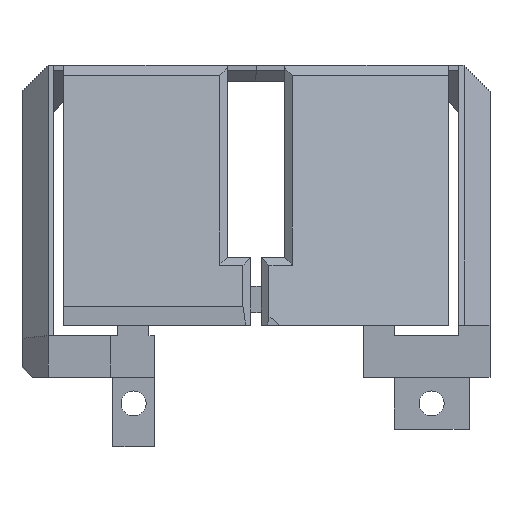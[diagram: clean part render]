
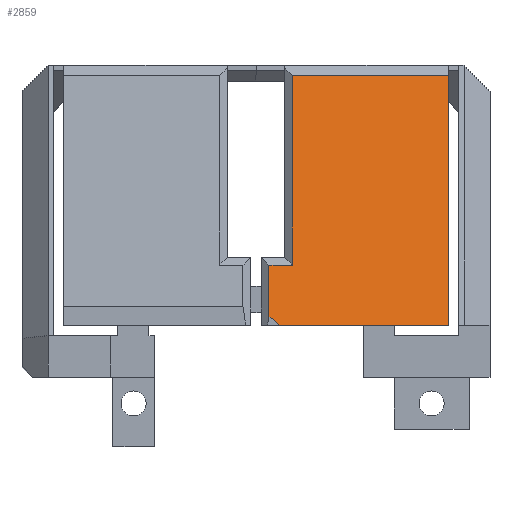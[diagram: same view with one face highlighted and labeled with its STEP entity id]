
A CAD part, top view. The second image highlights one B-rep face of the part: STEP entity #2859.
In plain terms, the highlighted planar face has unit normal (0.117, 0.143, 0.983).
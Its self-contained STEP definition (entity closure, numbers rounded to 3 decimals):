
#93=FACE_OUTER_BOUND('',#241,.T.);
#241=EDGE_LOOP('',(#2239,#2240,#2241,#2242,#2243,#2244,#2245));
#540=LINE('',#4246,#950);
#567=LINE('',#4298,#977);
#571=LINE('',#4306,#981);
#576=LINE('',#4315,#986);
#583=LINE('',#4328,#993);
#586=LINE('',#4333,#996);
#587=LINE('',#4334,#997);
#950=VECTOR('',#3410,10.);
#977=VECTOR('',#3463,10.);
#981=VECTOR('',#3469,10.);
#986=VECTOR('',#3476,10.);
#993=VECTOR('',#3487,10.);
#996=VECTOR('',#3492,10.);
#997=VECTOR('',#3493,10.);
#1322=VERTEX_POINT('',#4243);
#1323=VERTEX_POINT('',#4245);
#1334=VERTEX_POINT('',#4296);
#1335=VERTEX_POINT('',#4297);
#1338=VERTEX_POINT('',#4305);
#1341=VERTEX_POINT('',#4313);
#1345=VERTEX_POINT('',#4327);
#1637=EDGE_CURVE('',#1323,#1322,#540,.T.);
#1664=EDGE_CURVE('',#1334,#1335,#567,.T.);
#1668=EDGE_CURVE('',#1335,#1338,#571,.T.);
#1673=EDGE_CURVE('',#1341,#1334,#576,.T.);
#1680=EDGE_CURVE('',#1338,#1345,#583,.T.);
#1683=EDGE_CURVE('',#1323,#1341,#586,.T.);
#1684=EDGE_CURVE('',#1345,#1322,#587,.T.);
#2239=ORIENTED_EDGE('',*,*,#1668,.F.);
#2240=ORIENTED_EDGE('',*,*,#1664,.F.);
#2241=ORIENTED_EDGE('',*,*,#1673,.F.);
#2242=ORIENTED_EDGE('',*,*,#1683,.F.);
#2243=ORIENTED_EDGE('',*,*,#1637,.T.);
#2244=ORIENTED_EDGE('',*,*,#1684,.F.);
#2245=ORIENTED_EDGE('',*,*,#1680,.F.);
#2718=PLANE('',#3019);
#2859=ADVANCED_FACE('',(#93),#2718,.T.);
#3019=AXIS2_PLACEMENT_3D('',#4332,#3490,#3491);
#3410=DIRECTION('',(0.993,0.,-0.119));
#3463=DIRECTION('',(0.993,0.,-0.119));
#3469=DIRECTION('',(0.,0.99,-0.144));
#3476=DIRECTION('',(0.,0.99,-0.144));
#3487=DIRECTION('',(0.993,0.,-0.119));
#3490=DIRECTION('center_axis',(0.117,0.143,0.983));
#3491=DIRECTION('ref_axis',(0.993,0.,-0.119));
#3492=DIRECTION('',(-0.773,0.635,0.));
#3493=DIRECTION('',(0.,-0.99,0.144));
#4243=CARTESIAN_POINT('',(18.5,5.,24.288));
#4245=CARTESIAN_POINT('',(2.288,5.,26.225));
#4246=CARTESIAN_POINT('',(5.237,5.,25.873));
#4296=CARTESIAN_POINT('',(1.245,10.778,25.51));
#4297=CARTESIAN_POINT('',(3.495,10.778,25.241));
#4298=CARTESIAN_POINT('',(3.391,10.778,25.253));
#4305=CARTESIAN_POINT('',(3.495,29.01,22.591));
#4306=CARTESIAN_POINT('',(3.495,14.424,24.711));
#4313=CARTESIAN_POINT('',(1.245,5.858,26.225));
#4315=CARTESIAN_POINT('',(1.245,14.462,24.974));
#4327=CARTESIAN_POINT('',(18.5,29.01,20.799));
#4328=CARTESIAN_POINT('',(-2.758,29.01,23.338));
#4332=CARTESIAN_POINT('Origin',(9.5,13.,24.201));
#4333=CARTESIAN_POINT('',(-0.658,7.421,26.225));
#4334=CARTESIAN_POINT('',(18.5,19.925,22.119));
